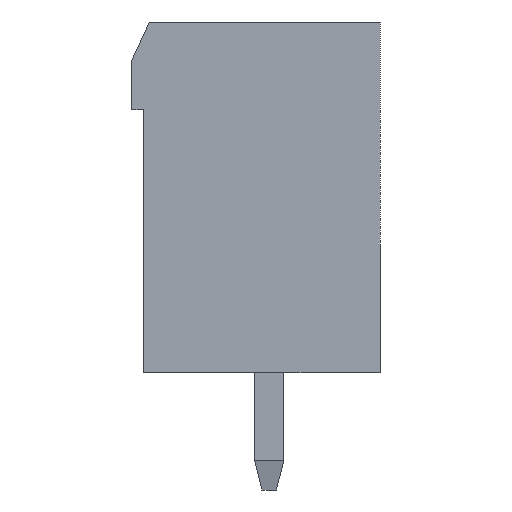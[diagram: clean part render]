
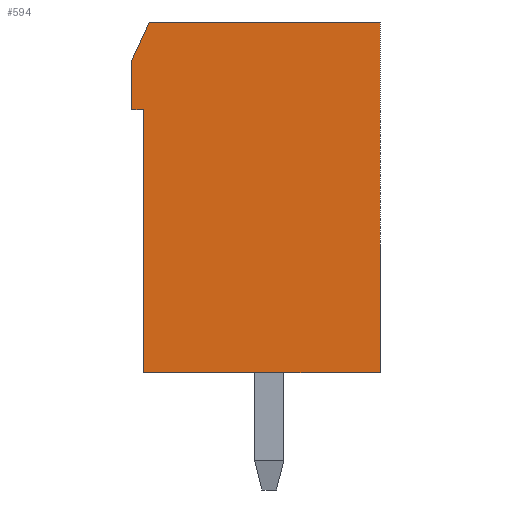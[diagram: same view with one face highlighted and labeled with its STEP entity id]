
A CAD part, left-side view. The second image highlights one B-rep face of the part: STEP entity #594.
In plain terms, the highlighted planar face has unit normal (-1, 0, 0).
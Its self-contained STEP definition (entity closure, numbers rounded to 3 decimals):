
#594 = ADVANCED_FACE( '', ( #1369 ), #1370, .F. );
#1369 = FACE_OUTER_BOUND( '', #2387, .T. );
#1370 = PLANE( '', #2388 );
#2387 = EDGE_LOOP( '', ( #3778, #3779, #3780, #3781, #3782, #3783, #3784 ) );
#2388 = AXIS2_PLACEMENT_3D( '', #3785, #3786, #3787 );
#3778 = ORIENTED_EDGE( '', *, *, #6532, .F. );
#3779 = ORIENTED_EDGE( '', *, *, #6507, .F. );
#3780 = ORIENTED_EDGE( '', *, *, #6577, .F. );
#3781 = ORIENTED_EDGE( '', *, *, #6552, .F. );
#3782 = ORIENTED_EDGE( '', *, *, #6578, .F. );
#3783 = ORIENTED_EDGE( '', *, *, #6579, .F. );
#3784 = ORIENTED_EDGE( '', *, *, #6580, .F. );
#3785 = CARTESIAN_POINT( '', ( -22.5, 0., 0. ) );
#3786 = DIRECTION( '', ( 1., 0., 0. ) );
#3787 = DIRECTION( '', ( 0., 0., -1. ) );
#6507 = EDGE_CURVE( '', #7914, #7916, #7917, .T. );
#6532 = EDGE_CURVE( '', #7916, #7955, #7956, .T. );
#6552 = EDGE_CURVE( '', #7991, #7987, #7993, .T. );
#6577 = EDGE_CURVE( '', #7987, #7914, #8033, .T. );
#6578 = EDGE_CURVE( '', #8034, #7991, #8035, .T. );
#6579 = EDGE_CURVE( '', #8036, #8034, #8037, .T. );
#6580 = EDGE_CURVE( '', #7955, #8036, #8038, .T. );
#7914 = VERTEX_POINT( '', #9982 );
#7916 = VERTEX_POINT( '', #9985 );
#7917 = LINE( '', #9986, #9987 );
#7955 = VERTEX_POINT( '', #10042 );
#7956 = LINE( '', #10043, #10044 );
#7987 = VERTEX_POINT( '', #10083 );
#7991 = VERTEX_POINT( '', #10089 );
#7993 = LINE( '', #10092, #10093 );
#8033 = LINE( '', #10151, #10152 );
#8034 = VERTEX_POINT( '', #10153 );
#8035 = LINE( '', #10154, #10155 );
#8036 = VERTEX_POINT( '', #10156 );
#8037 = LINE( '', #10157, #10158 );
#8038 = LINE( '', #10159, #10160 );
#9982 = CARTESIAN_POINT( '', ( -22.5, 4.25, 4.7 ) );
#9985 = CARTESIAN_POINT( '', ( -22.5, 3.65, 6. ) );
#9986 = CARTESIAN_POINT( '', ( -22.5, 4.25, 4.7 ) );
#9987 = VECTOR( '', #12287, 1000. );
#10042 = CARTESIAN_POINT( '', ( -22.5, -4.25, 6. ) );
#10043 = CARTESIAN_POINT( '', ( -22.5, 3.65, 6. ) );
#10044 = VECTOR( '', #12308, 1000. );
#10083 = CARTESIAN_POINT( '', ( -22.5, 4.25, 3. ) );
#10089 = CARTESIAN_POINT( '', ( -22.5, 3.85, 3. ) );
#10092 = CARTESIAN_POINT( '', ( -22.5, 3.85, 3. ) );
#10093 = VECTOR( '', #12341, 1000. );
#10151 = CARTESIAN_POINT( '', ( -22.5, 4.25, 3. ) );
#10152 = VECTOR( '', #12360, 1000. );
#10153 = CARTESIAN_POINT( '', ( -22.5, 3.85, -6. ) );
#10154 = CARTESIAN_POINT( '', ( -22.5, 3.85, -6. ) );
#10155 = VECTOR( '', #12361, 1000. );
#10156 = CARTESIAN_POINT( '', ( -22.5, -4.25, -6. ) );
#10157 = CARTESIAN_POINT( '', ( -22.5, -4.25, -6. ) );
#10158 = VECTOR( '', #12362, 1000. );
#10159 = CARTESIAN_POINT( '', ( -22.5, -4.25, 6. ) );
#10160 = VECTOR( '', #12363, 1000. );
#12287 = DIRECTION( '', ( 0., -0.419, 0.908 ) );
#12308 = DIRECTION( '', ( 0., -1., 0. ) );
#12341 = DIRECTION( '', ( 0., 1., 0. ) );
#12360 = DIRECTION( '', ( 0., 0., 1. ) );
#12361 = DIRECTION( '', ( 0., 0., 1. ) );
#12362 = DIRECTION( '', ( 0., 1., 0. ) );
#12363 = DIRECTION( '', ( 0., 0., -1. ) );
